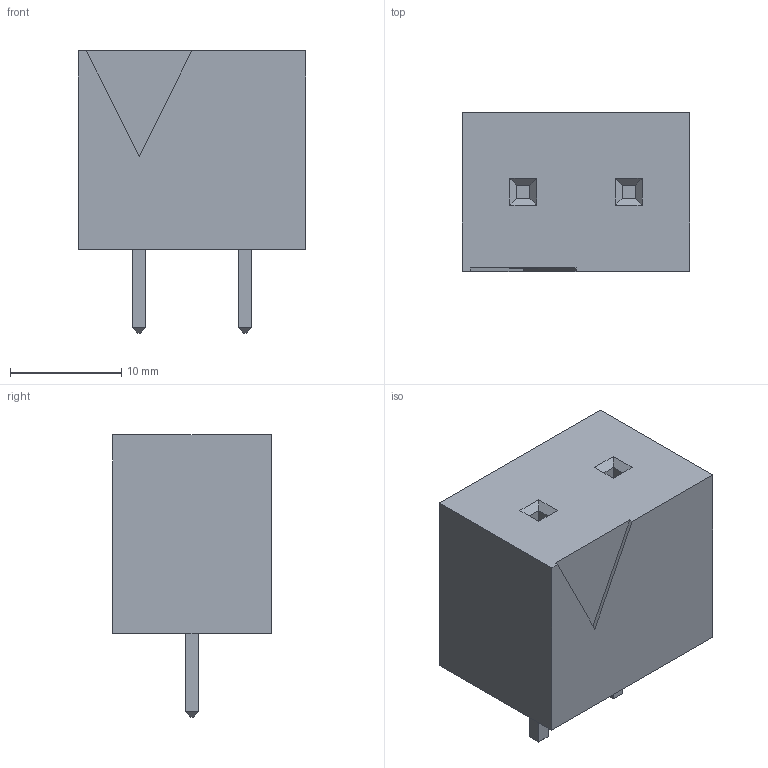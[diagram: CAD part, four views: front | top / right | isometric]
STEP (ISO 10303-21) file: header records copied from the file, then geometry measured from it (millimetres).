
FILE_DESCRIPTION(('FreeCAD Model'),'2;1');
FILE_NAME('2344160.1.1.stp','2020-04-11T00:48:11',( 'Author'),(''),'Open CASCADE STEP processor 6.9','FreeCAD','Unknown' );
FILE_SCHEMA(('AUTOMOTIVE_DESIGN { 1 0 10303 214 1 1 1 1 }'));
Length unit declared in the file: millimetre
Products named in the file (3): ASSEMBLY; Body; LeadsArray
Assembly tree (2 placements, depth 2):
  ASSEMBLY
    Body
    LeadsArray
Bounding box: 20.5 x 14.3 x 25.4 mm (x, y, z)
Volume: 5221.1 mm3; surface area: 2079.7 mm2
Topology: 3 solids, 3 shells, 47 faces, 101 edges, 62 vertices
Faces by surface type: plane 47
Entity records: 2613 total; most frequent: CARTESIAN_POINT 415, DIRECTION 403, LINE 303, VECTOR 303, ORIENTED_EDGE 202, PCURVE 202, DEFINITIONAL_REPRESENTATION 202, EDGE_CURVE 101
